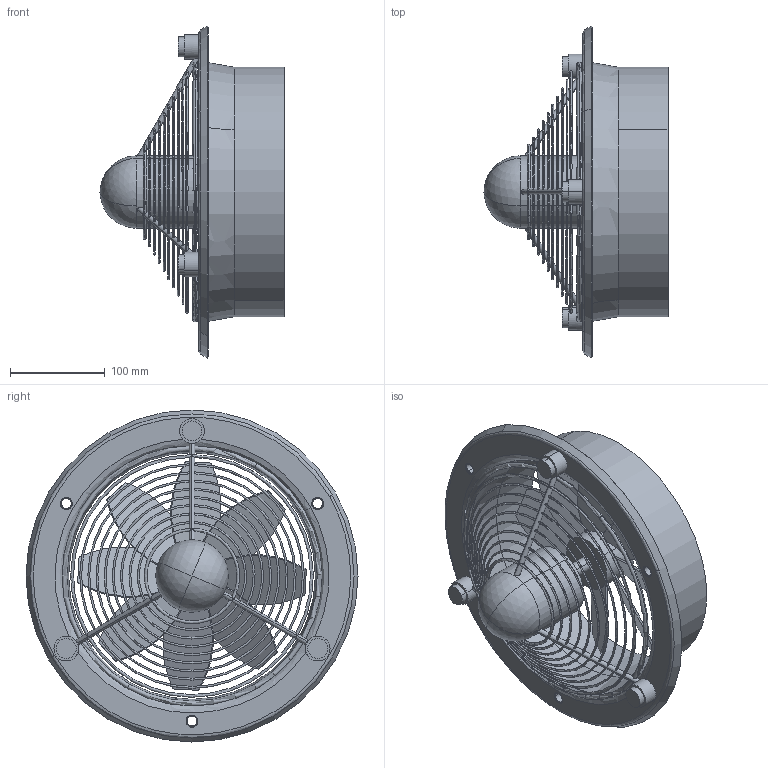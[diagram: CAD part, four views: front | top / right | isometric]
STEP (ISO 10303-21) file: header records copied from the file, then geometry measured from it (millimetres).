
FILE_DESCRIPTION (( 'STEP AP214' ), '1' );
FILE_NAME ('0094.0073.STEP', '2015-02-08T22:03:28', ( '' ), ( '' ), 'SwSTEP 2.0', 'SolidWorks 2013', '' );
FILE_SCHEMA (( 'AUTOMOTIVE_DESIGN' ));
Length unit declared in the file: millimetre
Products named in the file (1): 0094.0073
Bounding box: 194 x 350 x 350 mm (x, y, z)
Volume: 881087.5 mm3; surface area: 419510.7 mm2
Topology: 1 solids, 1 shells, 573 faces, 1655 edges, 1079 vertices
Faces by surface type: plane 200, bspline 196, torus 82, cylinder 65, cone 24, sphere 6
Entity records: 32988 total; most frequent: CARTESIAN_POINT 13056, ORIENTED_EDGE 3302, DIRECTION 2214, EDGE_CURVE 1651, VERTEX_POINT 1079, AXIS2_PLACEMENT_3D 901, B_SPLINE_CURVE_WITH_KNOTS 675, EDGE_LOOP 650
